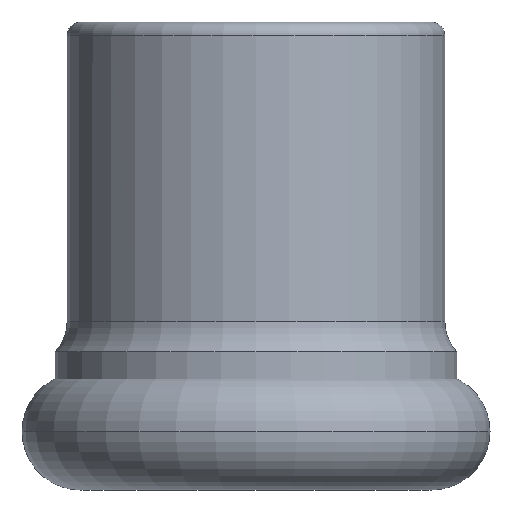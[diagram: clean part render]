
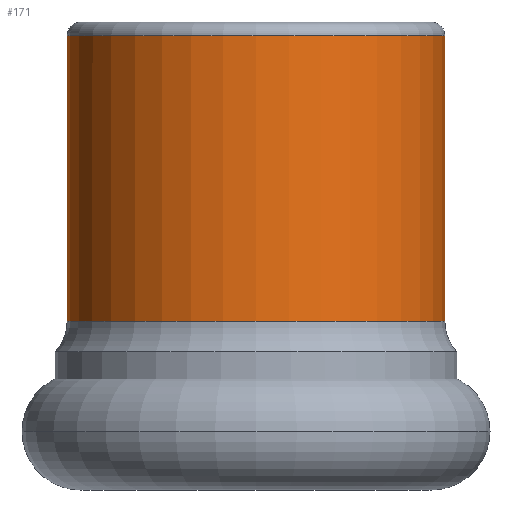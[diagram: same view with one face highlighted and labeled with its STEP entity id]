
A CAD part, front view. The second image highlights one B-rep face of the part: STEP entity #171.
In plain terms, the highlighted cylindrical face has radius 20.5 mm (diameter 41 mm), a partial arc.
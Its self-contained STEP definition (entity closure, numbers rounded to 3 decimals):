
#30=CYLINDRICAL_SURFACE('',#1032,20.5);
#68=LINE('',#1593,#98);
#69=LINE('',#1599,#99);
#98=VECTOR('',#1279,1.);
#99=VECTOR('',#1284,1.);
#171=ADVANCED_FACE('',(#237),#30,.T.);
#237=FACE_OUTER_BOUND('',#287,.T.);
#287=EDGE_LOOP('',(#424,#425,#426,#427,#428));
#424=ORIENTED_EDGE('',*,*,#721,.T.);
#425=ORIENTED_EDGE('',*,*,#722,.F.);
#426=ORIENTED_EDGE('',*,*,#723,.T.);
#427=ORIENTED_EDGE('',*,*,#724,.T.);
#428=ORIENTED_EDGE('',*,*,#725,.T.);
#616=VERTEX_POINT('',#1586);
#617=VERTEX_POINT('',#1588);
#618=VERTEX_POINT('',#1594);
#619=VERTEX_POINT('',#1596);
#620=VERTEX_POINT('',#1598);
#721=EDGE_CURVE('',#616,#617,#864,.T.);
#722=EDGE_CURVE('',#618,#617,#68,.T.);
#723=EDGE_CURVE('',#618,#619,#865,.T.);
#724=EDGE_CURVE('',#619,#620,#866,.T.);
#725=EDGE_CURVE('',#620,#616,#69,.T.);
#864=CIRCLE('',#1028,20.5);
#865=CIRCLE('',#1030,20.5);
#866=CIRCLE('',#1031,20.5);
#1028=AXIS2_PLACEMENT_3D('',#1591,#1275,#1276);
#1030=AXIS2_PLACEMENT_3D('',#1595,#1280,#1281);
#1031=AXIS2_PLACEMENT_3D('',#1597,#1282,#1283);
#1032=AXIS2_PLACEMENT_3D('',#1600,#1285,#1286);
#1275=DIRECTION('',(0.,0.,1.));
#1276=DIRECTION('',(-1.,0.,0.));
#1279=DIRECTION('',(0.,0.,-1.));
#1280=DIRECTION('',(0.,0.,-1.));
#1281=DIRECTION('',(1.,0.,0.));
#1282=DIRECTION('',(0.,0.,-1.));
#1283=DIRECTION('',(-1.,-0.001,0.));
#1284=DIRECTION('',(0.,0.,-1.));
#1285=DIRECTION('',(0.,0.,-1.));
#1286=DIRECTION('',(1.,0.,0.));
#1586=CARTESIAN_POINT('',(-20.5,0.,-32.457));
#1588=CARTESIAN_POINT('',(20.5,0.,-32.457));
#1591=CARTESIAN_POINT('',(0.,0.,-32.457));
#1593=CARTESIAN_POINT('',(20.5,0.,-32.457));
#1594=CARTESIAN_POINT('',(20.5,0.,-1.5));
#1595=CARTESIAN_POINT('',(0.,0.,-1.5));
#1596=CARTESIAN_POINT('',(-20.5,-0.016,-1.5));
#1597=CARTESIAN_POINT('',(0.,0.,-1.5));
#1598=CARTESIAN_POINT('',(-20.5,0.,-1.5));
#1599=CARTESIAN_POINT('',(-20.5,0.,-32.457));
#1600=CARTESIAN_POINT('',(0.,0.,2.478));
